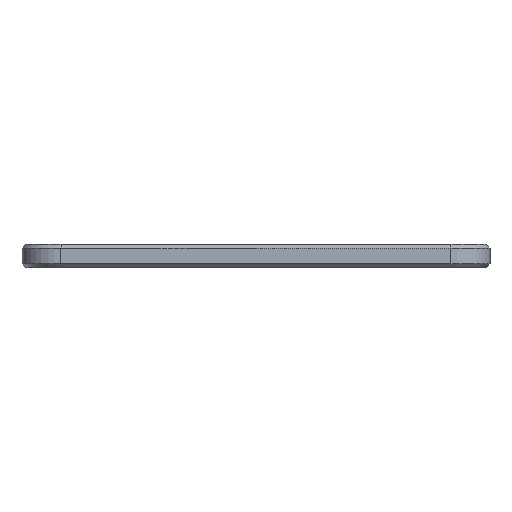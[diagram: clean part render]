
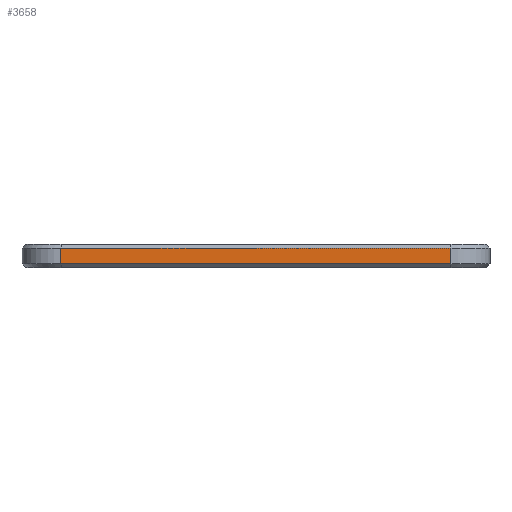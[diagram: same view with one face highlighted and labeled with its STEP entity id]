
A CAD part, left-side view. The second image highlights one B-rep face of the part: STEP entity #3658.
In plain terms, the highlighted planar face has unit normal (-1, 0, 0).
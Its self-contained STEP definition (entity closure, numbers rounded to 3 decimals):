
#2514 = PLANE('',#2515);
#2515 = AXIS2_PLACEMENT_3D('',#2516,#2517,#2518);
#2516 = CARTESIAN_POINT('',(-47.5,42.,2.5));
#2517 = DIRECTION('',(-0.707,0.,0.707));
#2518 = DIRECTION('',(0.,-1.,0.));
#2804 = VERTEX_POINT('',#2805);
#2805 = CARTESIAN_POINT('',(-47.5,25.,2.5));
#2820 = CYLINDRICAL_SURFACE('',#2821,5.);
#2821 = AXIS2_PLACEMENT_3D('',#2822,#2823,#2824);
#2822 = CARTESIAN_POINT('',(-42.5,25.,1.5));
#2823 = DIRECTION('',(0.,0.,1.));
#2824 = DIRECTION('',(0.,1.,-0.));
#2858 = EDGE_CURVE('',#2804,#2859,#2861,.T.);
#2859 = VERTEX_POINT('',#2860);
#2860 = CARTESIAN_POINT('',(-47.5,-25.,2.5));
#2861 = SURFACE_CURVE('',#2862,(#2866,#2873),.PCURVE_S1.);
#2862 = LINE('',#2863,#2864);
#2863 = CARTESIAN_POINT('',(-47.5,0.,2.5));
#2864 = VECTOR('',#2865,1.);
#2865 = DIRECTION('',(0.,-1.,0.));
#2866 = PCURVE('',#2514,#2867);
#2867 = DEFINITIONAL_REPRESENTATION('',(#2868),#2872);
#2868 = LINE('',#2869,#2870);
#2869 = CARTESIAN_POINT('',(42.,0.));
#2870 = VECTOR('',#2871,1.);
#2871 = DIRECTION('',(1.,0.));
#2872 = ( GEOMETRIC_REPRESENTATION_CONTEXT(2) 
PARAMETRIC_REPRESENTATION_CONTEXT() REPRESENTATION_CONTEXT('2D SPACE',''
  ) );
#2873 = PCURVE('',#2874,#2879);
#2874 = PLANE('',#2875);
#2875 = AXIS2_PLACEMENT_3D('',#2876,#2877,#2878);
#2876 = CARTESIAN_POINT('',(-47.5,-30.,0.));
#2877 = DIRECTION('',(1.,0.,0.));
#2878 = DIRECTION('',(-0.,1.,0.));
#2879 = DEFINITIONAL_REPRESENTATION('',(#2880),#2884);
#2880 = LINE('',#2881,#2882);
#2881 = CARTESIAN_POINT('',(30.,2.5));
#2882 = VECTOR('',#2883,1.);
#2883 = DIRECTION('',(-1.,0.));
#2884 = ( GEOMETRIC_REPRESENTATION_CONTEXT(2) 
PARAMETRIC_REPRESENTATION_CONTEXT() REPRESENTATION_CONTEXT('2D SPACE',''
  ) );
#2929 = CYLINDRICAL_SURFACE('',#2930,5.);
#2930 = AXIS2_PLACEMENT_3D('',#2931,#2932,#2933);
#2931 = CARTESIAN_POINT('',(-42.5,-25.,1.5));
#2932 = DIRECTION('',(0.,0.,1.));
#2933 = DIRECTION('',(-1.,0.,0.));
#3323 = PLANE('',#3324);
#3324 = AXIS2_PLACEMENT_3D('',#3325,#3326,#3327);
#3325 = CARTESIAN_POINT('',(-47.5,42.,0.5));
#3326 = DIRECTION('',(0.707,0.,0.707));
#3327 = DIRECTION('',(0.,-1.,0.));
#3658 = ADVANCED_FACE('',(#3659),#2874,.F.);
#3659 = FACE_BOUND('',#3660,.T.);
#3660 = EDGE_LOOP('',(#3661,#3686,#3707,#3708));
#3661 = ORIENTED_EDGE('',*,*,#3662,.T.);
#3662 = EDGE_CURVE('',#3663,#3665,#3667,.T.);
#3663 = VERTEX_POINT('',#3664);
#3664 = CARTESIAN_POINT('',(-47.5,25.,0.5));
#3665 = VERTEX_POINT('',#3666);
#3666 = CARTESIAN_POINT('',(-47.5,-25.,0.5));
#3667 = SURFACE_CURVE('',#3668,(#3672,#3679),.PCURVE_S1.);
#3668 = LINE('',#3669,#3670);
#3669 = CARTESIAN_POINT('',(-47.5,0.,0.5));
#3670 = VECTOR('',#3671,1.);
#3671 = DIRECTION('',(0.,-1.,0.));
#3672 = PCURVE('',#2874,#3673);
#3673 = DEFINITIONAL_REPRESENTATION('',(#3674),#3678);
#3674 = LINE('',#3675,#3676);
#3675 = CARTESIAN_POINT('',(30.,0.5));
#3676 = VECTOR('',#3677,1.);
#3677 = DIRECTION('',(-1.,0.));
#3678 = ( GEOMETRIC_REPRESENTATION_CONTEXT(2) 
PARAMETRIC_REPRESENTATION_CONTEXT() REPRESENTATION_CONTEXT('2D SPACE',''
  ) );
#3679 = PCURVE('',#3323,#3680);
#3680 = DEFINITIONAL_REPRESENTATION('',(#3681),#3685);
#3681 = LINE('',#3682,#3683);
#3682 = CARTESIAN_POINT('',(42.,0.));
#3683 = VECTOR('',#3684,1.);
#3684 = DIRECTION('',(1.,0.));
#3685 = ( GEOMETRIC_REPRESENTATION_CONTEXT(2) 
PARAMETRIC_REPRESENTATION_CONTEXT() REPRESENTATION_CONTEXT('2D SPACE',''
  ) );
#3686 = ORIENTED_EDGE('',*,*,#3687,.T.);
#3687 = EDGE_CURVE('',#3665,#2859,#3688,.T.);
#3688 = SURFACE_CURVE('',#3689,(#3693,#3700),.PCURVE_S1.);
#3689 = LINE('',#3690,#3691);
#3690 = CARTESIAN_POINT('',(-47.5,-25.,1.5));
#3691 = VECTOR('',#3692,1.);
#3692 = DIRECTION('',(0.,0.,1.));
#3693 = PCURVE('',#2874,#3694);
#3694 = DEFINITIONAL_REPRESENTATION('',(#3695),#3699);
#3695 = LINE('',#3696,#3697);
#3696 = CARTESIAN_POINT('',(5.,1.5));
#3697 = VECTOR('',#3698,1.);
#3698 = DIRECTION('',(0.,1.));
#3699 = ( GEOMETRIC_REPRESENTATION_CONTEXT(2) 
PARAMETRIC_REPRESENTATION_CONTEXT() REPRESENTATION_CONTEXT('2D SPACE',''
  ) );
#3700 = PCURVE('',#2929,#3701);
#3701 = DEFINITIONAL_REPRESENTATION('',(#3702),#3706);
#3702 = LINE('',#3703,#3704);
#3703 = CARTESIAN_POINT('',(0.,0.));
#3704 = VECTOR('',#3705,1.);
#3705 = DIRECTION('',(0.,1.));
#3706 = ( GEOMETRIC_REPRESENTATION_CONTEXT(2) 
PARAMETRIC_REPRESENTATION_CONTEXT() REPRESENTATION_CONTEXT('2D SPACE',''
  ) );
#3707 = ORIENTED_EDGE('',*,*,#2858,.F.);
#3708 = ORIENTED_EDGE('',*,*,#3709,.F.);
#3709 = EDGE_CURVE('',#3663,#2804,#3710,.T.);
#3710 = SURFACE_CURVE('',#3711,(#3715,#3722),.PCURVE_S1.);
#3711 = LINE('',#3712,#3713);
#3712 = CARTESIAN_POINT('',(-47.5,25.,1.5));
#3713 = VECTOR('',#3714,1.);
#3714 = DIRECTION('',(0.,0.,1.));
#3715 = PCURVE('',#2874,#3716);
#3716 = DEFINITIONAL_REPRESENTATION('',(#3717),#3721);
#3717 = LINE('',#3718,#3719);
#3718 = CARTESIAN_POINT('',(55.,1.5));
#3719 = VECTOR('',#3720,1.);
#3720 = DIRECTION('',(0.,1.));
#3721 = ( GEOMETRIC_REPRESENTATION_CONTEXT(2) 
PARAMETRIC_REPRESENTATION_CONTEXT() REPRESENTATION_CONTEXT('2D SPACE',''
  ) );
#3722 = PCURVE('',#2820,#3723);
#3723 = DEFINITIONAL_REPRESENTATION('',(#3724),#3728);
#3724 = LINE('',#3725,#3726);
#3725 = CARTESIAN_POINT('',(1.571,0.));
#3726 = VECTOR('',#3727,1.);
#3727 = DIRECTION('',(0.,1.));
#3728 = ( GEOMETRIC_REPRESENTATION_CONTEXT(2) 
PARAMETRIC_REPRESENTATION_CONTEXT() REPRESENTATION_CONTEXT('2D SPACE',''
  ) );
